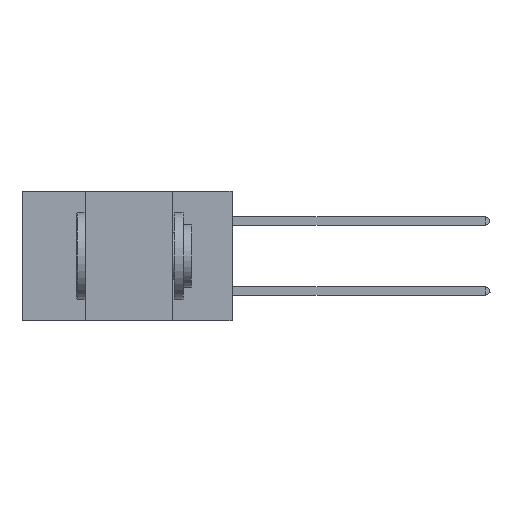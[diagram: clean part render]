
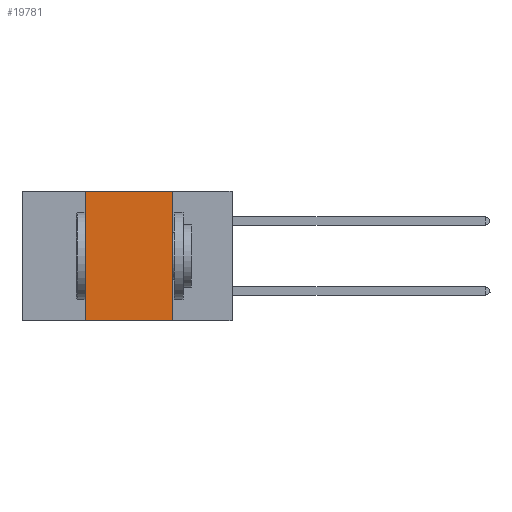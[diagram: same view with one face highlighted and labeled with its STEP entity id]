
A CAD part, left-side view. The second image highlights one B-rep face of the part: STEP entity #19781.
In plain terms, the highlighted planar face has unit normal (-1, 0, 0).
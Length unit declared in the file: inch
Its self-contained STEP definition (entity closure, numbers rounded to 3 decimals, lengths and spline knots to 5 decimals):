
#62 = EDGE_CURVE ( 'NONE', #11354, #17753, #7572, .T. ) ;
#831 = LINE ( 'NONE', #21786, #16606 ) ;
#970 = CARTESIAN_POINT ( 'NONE',  ( 0., 0.17, -0.37 ) ) ;
#979 = DIRECTION ( 'NONE',  ( 0., 0., 1. ) ) ;
#3179 = CARTESIAN_POINT ( 'NONE',  ( 0., 0.42, -0.37 ) ) ;
#3208 = FACE_OUTER_BOUND ( 'NONE', #25053, .T. ) ;
#4248 = DIRECTION ( 'NONE',  ( 0., 0., -1. ) ) ;
#7520 = EDGE_CURVE ( 'NONE', #22502, #18007, #7919, .T. ) ;
#7572 = LINE ( 'NONE', #17259, #9158 ) ;
#7919 = LINE ( 'NONE', #8504, #20838 ) ;
#8337 = ORIENTED_EDGE ( 'NONE', *, *, #62, .F. ) ;
#8504 = CARTESIAN_POINT ( 'NONE',  ( 0., 0.42, 0. ) ) ;
#8992 = CARTESIAN_POINT ( 'NONE',  ( 0., 0.42, 0. ) ) ;
#9158 = VECTOR ( 'NONE', #16801, 39.37008 ) ;
#11354 = VERTEX_POINT ( 'NONE', #22843 ) ;
#11690 = DIRECTION ( 'NONE',  ( 0., -1., 0. ) ) ;
#11785 = PLANE ( 'NONE',  #25572 ) ;
#12464 = DIRECTION ( 'NONE',  ( 1., 0., 0. ) ) ;
#12745 = LINE ( 'NONE', #24194, #20492 ) ;
#13814 = ORIENTED_EDGE ( 'NONE', *, *, #25363, .T. ) ;
#13931 = CARTESIAN_POINT ( 'NONE',  ( 0., 0.6, 0. ) ) ;
#14499 = ORIENTED_EDGE ( 'NONE', *, *, #7520, .F. ) ;
#15900 = DIRECTION ( 'NONE',  ( 0., -1., 0. ) ) ;
#16126 = ORIENTED_EDGE ( 'NONE', *, *, #16740, .F. ) ;
#16606 = VECTOR ( 'NONE', #11690, 39.37008 ) ;
#16740 = EDGE_CURVE ( 'NONE', #18007, #11354, #12745, .T. ) ;
#16801 = DIRECTION ( 'NONE',  ( 0., 0., -1. ) ) ;
#17259 = CARTESIAN_POINT ( 'NONE',  ( 0., 0.17, 0. ) ) ;
#17753 = VERTEX_POINT ( 'NONE', #970 ) ;
#18007 = VERTEX_POINT ( 'NONE', #8992 ) ;
#19781 = ADVANCED_FACE ( 'NONE', ( #3208 ), #11785, .F. ) ;
#20492 = VECTOR ( 'NONE', #15900, 39.37008 ) ;
#20838 = VECTOR ( 'NONE', #979, 39.37008 ) ;
#21786 = CARTESIAN_POINT ( 'NONE',  ( 0., 0.6, -0.37 ) ) ;
#22502 = VERTEX_POINT ( 'NONE', #3179 ) ;
#22843 = CARTESIAN_POINT ( 'NONE',  ( 0., 0.17, 0. ) ) ;
#24194 = CARTESIAN_POINT ( 'NONE',  ( 0., 0.6, 0. ) ) ;
#25053 = EDGE_LOOP ( 'NONE', ( #8337, #16126, #14499, #13814 ) ) ;
#25363 = EDGE_CURVE ( 'NONE', #22502, #17753, #831, .T. ) ;
#25572 = AXIS2_PLACEMENT_3D ( 'NONE', #13931, #12464, #4248 ) ;
